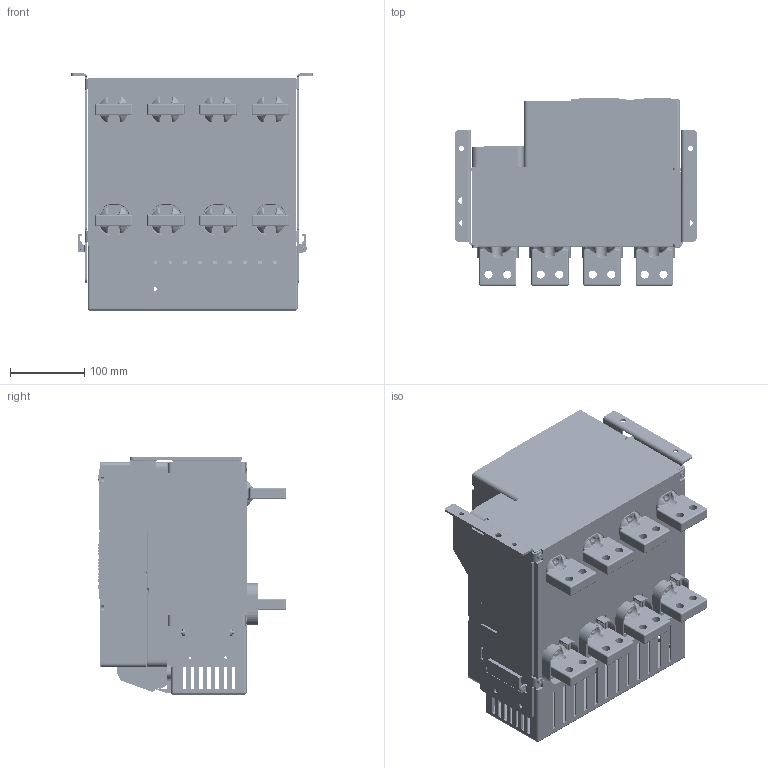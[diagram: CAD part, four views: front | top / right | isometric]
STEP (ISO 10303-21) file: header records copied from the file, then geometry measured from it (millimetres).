
FILE_DESCRIPTION((''),'2;1');
FILE_NAME('NA8-1600-1600-F-4P_ASM','2020-03-13T08:54:17',('lcc'),(''),'CREO PARAMETRIC BY PTC INC, 2018020','CREO PARAMETRIC BY PTC INC, 2018020','');
FILE_SCHEMA(('CONFIG_CONTROL_DESIGN','SHAPE_APPEARANCE_LAYERS_GROUPS'));
Products named in the file (29): 1600-JIZUO-4P; 1600-DIBAN-4P; 8ZTD-050-625; 8123A0726001; 8206A0312004; GBT896-3; 8210A0312014; 5ZTD-050-261_ASM; 8ZTD-050-626; 5ZTD-050-262_ASM; 8ZTD-300-471; 8ZTD-005-641; 8ZTD-060-205; 8ZTD-321-089; 8ZTD-253-775; 8ZTD-253-776; 8ZTD-281-1000; 8282A0820014; 8ZTD-253-577; 8ZTD-235-356; 5ZTD-302-018_ASM; 5-235-147; 8ZTD-064-138; 8ZTD-024-689; 8ZTD-860-511; 1600-DUANZI-CTS_ASM; 8580A0412004; 8ZTD-210-346; NA8-1600-1600-F-4P_ASM
Assembly tree (60 placements, depth 3):
  NA8-1600-1600-F-4P_ASM
    1600-JIZUO-4P
    1600-DIBAN-4P
    5ZTD-050-261_ASM
      8ZTD-050-625
      8123A0726001
      8206A0312004
      GBT896-3  x2
      8210A0312014  x2
    5ZTD-050-262_ASM
      8ZTD-050-626
      8123A0726001
      8206A0312004
      GBT896-3  x2
      8210A0312014  x2
    8ZTD-300-471
    8ZTD-005-641
    5ZTD-302-018_ASM
      8ZTD-060-205
      8ZTD-321-089
      8ZTD-253-775
      8ZTD-253-776
      8ZTD-281-1000  x2
      8282A0820014
      8ZTD-253-577
      8ZTD-235-356
    5-235-147
    1600-DUANZI-CTS_ASM
      8ZTD-064-138
      8ZTD-024-689  x14
      8ZTD-860-511
    8580A0412004  x8
    8ZTD-210-346  x4
Bounding box: 324 x 251.68 x 318.5 mm (x, y, z)
Volume: 8556745.5 mm3; surface area: 1556189.1 mm2
Topology: 56 solids, 119 shells, 8128 faces, 22196 edges, 14521 vertices
Faces by surface type: plane 5131, cylinder 1497, extrusion 939, bspline 368, torus 108, sphere 47, cone 38
Entity records: 233064 total; most frequent: CARTESIAN_POINT 62343, ORIENTED_EDGE 27510, DIRECTION 23467, EDGE_CURVE 13986, PRESENTATION_STYLE_ASSIGNMENT 12960, STYLED_ITEM 12960, CURVE_STYLE 12109, VECTOR 10773
